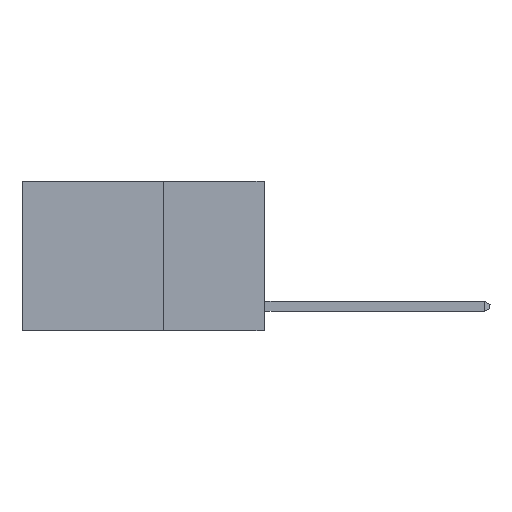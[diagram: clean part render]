
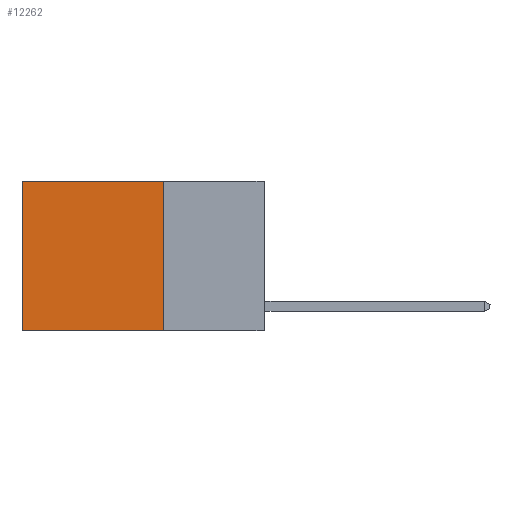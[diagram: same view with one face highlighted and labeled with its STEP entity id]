
A CAD part, left-side view. The second image highlights one B-rep face of the part: STEP entity #12262.
In plain terms, the highlighted planar face has unit normal (-1, 0, 0).
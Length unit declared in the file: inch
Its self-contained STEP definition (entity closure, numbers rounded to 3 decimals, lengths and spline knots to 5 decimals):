
#467 = PLANE ( 'NONE',  #13562 ) ;
#1701 = LINE ( 'NONE', #9024, #6310 ) ;
#1948 = CARTESIAN_POINT ( 'NONE',  ( 0.2625, 0.25, 0. ) ) ;
#2337 = VERTEX_POINT ( 'NONE', #3877 ) ;
#2345 = VERTEX_POINT ( 'NONE', #7900 ) ;
#3145 = CARTESIAN_POINT ( 'NONE',  ( 0.2625, 0.25, 0. ) ) ;
#3218 = CARTESIAN_POINT ( 'NONE',  ( 0.2625, 0.6, 0. ) ) ;
#3820 = ORIENTED_EDGE ( 'NONE', *, *, #7195, .F. ) ;
#3877 = CARTESIAN_POINT ( 'NONE',  ( 0.2625, 0.6, 0. ) ) ;
#5898 = ORIENTED_EDGE ( 'NONE', *, *, #15763, .F. ) ;
#5931 = DIRECTION ( 'NONE',  ( 1., 0., 0. ) ) ;
#6203 = DIRECTION ( 'NONE',  ( 0., 0., -1. ) ) ;
#6310 = VECTOR ( 'NONE', #7377, 39.37008 ) ;
#6695 = EDGE_LOOP ( 'NONE', ( #12931, #3820, #5898, #17003 ) ) ;
#6805 = VECTOR ( 'NONE', #14166, 39.37008 ) ;
#7195 = EDGE_CURVE ( 'NONE', #2345, #7960, #1701, .T. ) ;
#7377 = DIRECTION ( 'NONE',  ( 0., 1., 0. ) ) ;
#7533 = DIRECTION ( 'NONE',  ( 0., 0., -1. ) ) ;
#7900 = CARTESIAN_POINT ( 'NONE',  ( 0.2625, 0.25, -0.37 ) ) ;
#7960 = VERTEX_POINT ( 'NONE', #10315 ) ;
#8560 = CARTESIAN_POINT ( 'NONE',  ( 0.2625, 0.25, 0. ) ) ;
#9024 = CARTESIAN_POINT ( 'NONE',  ( 0.2625, 0.25, -0.37 ) ) ;
#10315 = CARTESIAN_POINT ( 'NONE',  ( 0.2625, 0.6, -0.37 ) ) ;
#11422 = EDGE_CURVE ( 'NONE', #16049, #2337, #12487, .T. ) ;
#11805 = DIRECTION ( 'NONE',  ( 0., 0., -1. ) ) ;
#12262 = ADVANCED_FACE ( 'NONE', ( #17264 ), #467, .F. ) ;
#12487 = LINE ( 'NONE', #8560, #6805 ) ;
#12931 = ORIENTED_EDGE ( 'NONE', *, *, #15799, .T. ) ;
#13015 = VECTOR ( 'NONE', #11805, 39.37008 ) ;
#13271 = LINE ( 'NONE', #3218, #17722 ) ;
#13562 = AXIS2_PLACEMENT_3D ( 'NONE', #3145, #5931, #7533 ) ;
#14166 = DIRECTION ( 'NONE',  ( 0., 1., 0. ) ) ;
#14566 = CARTESIAN_POINT ( 'NONE',  ( 0.2625, 0.25, 0. ) ) ;
#14761 = LINE ( 'NONE', #1948, #13015 ) ;
#15763 = EDGE_CURVE ( 'NONE', #16049, #2345, #14761, .T. ) ;
#15799 = EDGE_CURVE ( 'NONE', #2337, #7960, #13271, .T. ) ;
#16049 = VERTEX_POINT ( 'NONE', #14566 ) ;
#17003 = ORIENTED_EDGE ( 'NONE', *, *, #11422, .T. ) ;
#17264 = FACE_OUTER_BOUND ( 'NONE', #6695, .T. ) ;
#17722 = VECTOR ( 'NONE', #6203, 39.37008 ) ;
